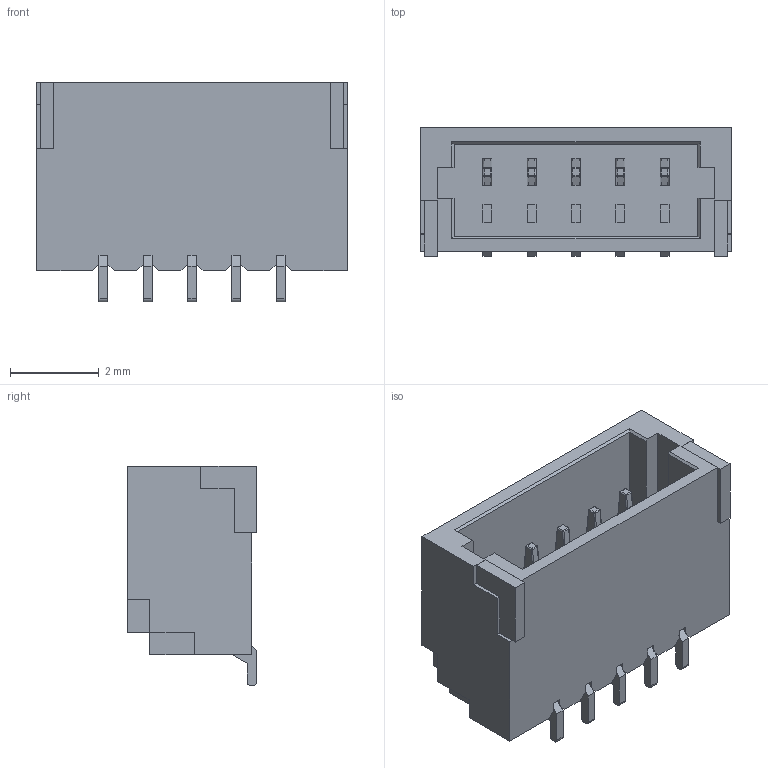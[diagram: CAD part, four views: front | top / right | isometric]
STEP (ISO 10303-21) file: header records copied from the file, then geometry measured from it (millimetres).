
FILE_DESCRIPTION (( 'STEP AP214' ), '1' );
FILE_NAME ('User Library-JST - SM05B-SRSS-TB (SH SERIES - 1.0mm PITCH WIRE-TO-BOARD, SMT, RA).STEP', '2021-05-26T10:40:45', ( '' ), ( '' ), 'SwSTEP 2.0', 'SolidWorks 2021', '' );
FILE_SCHEMA (( 'AUTOMOTIVE_DESIGN' ));
Length unit declared in the file: millimetre
Products named in the file (1): User Library-JST - SM05B-SRSS-TB (SH SERIES - 1.0mm PITCH WIRE-TO-BOARD, SMT, RA)
Bounding box: 7 x 2.9 x 4.95 mm (x, y, z)
Volume: 43.4 mm3; surface area: 231.7 mm2
Topology: 12 solids, 12 shells, 327 faces, 803 edges, 512 vertices
Faces by surface type: plane 249, cylinder 58, sphere 20
Entity records: 10292 total; most frequent: CARTESIAN_POINT 1763, ORIENTED_EDGE 1606, DIRECTION 1515, EDGE_CURVE 803, VECTOR 667, LINE 667, VERTEX_POINT 512, AXIS2_PLACEMENT_3D 424
